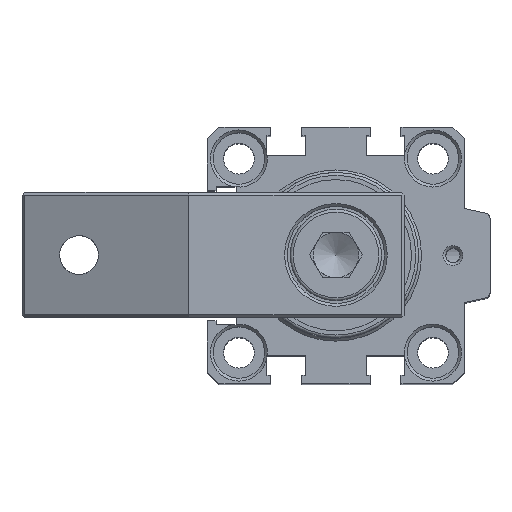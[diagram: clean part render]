
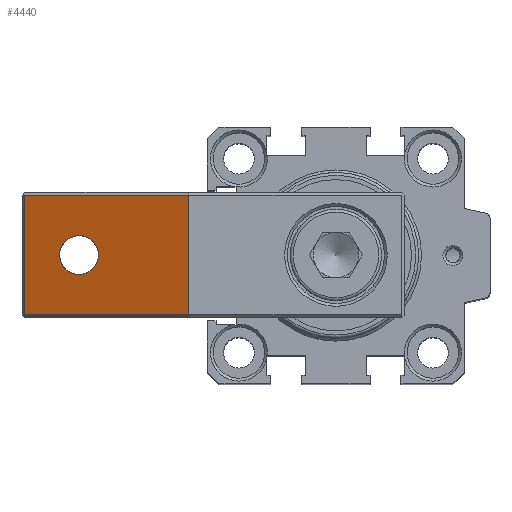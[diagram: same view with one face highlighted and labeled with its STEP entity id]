
A CAD part, top view. The second image highlights one B-rep face of the part: STEP entity #4440.
In plain terms, the highlighted planar face has unit normal (-0.407, 0, 0.913).
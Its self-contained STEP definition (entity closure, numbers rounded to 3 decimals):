
#62=ELLIPSE('',#4950,3.722,3.4);
#63=ELLIPSE('',#4951,3.722,3.4);
#157=FACE_BOUND('',#767,.T.);
#285=PLANE('',#4949);
#509=FACE_OUTER_BOUND('',#766,.T.);
#766=EDGE_LOOP('',(#4022,#4023,#4024,#4025));
#767=EDGE_LOOP('',(#4026,#4027));
#1114=LINE('',#7623,#1507);
#1134=LINE('',#7662,#1527);
#1137=LINE('',#7668,#1530);
#1138=LINE('',#7669,#1531);
#1507=VECTOR('',#6132,1000.);
#1527=VECTOR('',#6160,1000.);
#1530=VECTOR('',#6167,1000.);
#1531=VECTOR('',#6168,1000.);
#2176=VERTEX_POINT('',#7621);
#2177=VERTEX_POINT('',#7622);
#2192=VERTEX_POINT('',#7661);
#2193=VERTEX_POINT('',#7667);
#2194=VERTEX_POINT('',#7670);
#2195=VERTEX_POINT('',#7671);
#2791=EDGE_CURVE('',#2176,#2177,#1114,.T.);
#2811=EDGE_CURVE('',#2192,#2176,#1134,.T.);
#2814=EDGE_CURVE('',#2193,#2192,#1137,.T.);
#2815=EDGE_CURVE('',#2193,#2177,#1138,.T.);
#2816=EDGE_CURVE('',#2194,#2195,#62,.T.);
#2817=EDGE_CURVE('',#2195,#2194,#63,.T.);
#4022=ORIENTED_EDGE('',*,*,#2814,.T.);
#4023=ORIENTED_EDGE('',*,*,#2811,.T.);
#4024=ORIENTED_EDGE('',*,*,#2791,.T.);
#4025=ORIENTED_EDGE('',*,*,#2815,.F.);
#4026=ORIENTED_EDGE('',*,*,#2816,.T.);
#4027=ORIENTED_EDGE('',*,*,#2817,.T.);
#4440=ADVANCED_FACE('',(#509,#157),#285,.F.);
#4949=AXIS2_PLACEMENT_3D('',#7666,#6165,#6166);
#4950=AXIS2_PLACEMENT_3D('',#7672,#6169,#6170);
#4951=AXIS2_PLACEMENT_3D('',#7673,#6171,#6172);
#6132=DIRECTION('',(0.914,0.,0.407));
#6160=DIRECTION('',(0.,-1.,0.));
#6165=DIRECTION('center_axis',(0.407,0.,-0.914));
#6166=DIRECTION('ref_axis',(-0.914,0.,-0.407));
#6167=DIRECTION('',(-0.914,0.,-0.407));
#6168=DIRECTION('',(0.,-1.,0.));
#6169=DIRECTION('center_axis',(0.407,0.,-0.914));
#6170=DIRECTION('ref_axis',(0.914,0.,0.407));
#6171=DIRECTION('center_axis',(0.407,0.,-0.914));
#6172=DIRECTION('ref_axis',(0.914,0.,0.407));
#7621=CARTESIAN_POINT('',(-54.543,-10.5,138.203));
#7622=CARTESIAN_POINT('',(-25.802,-10.5,151.));
#7623=CARTESIAN_POINT('',(-55.,-10.5,138.));
#7661=CARTESIAN_POINT('',(-54.543,10.5,138.203));
#7662=CARTESIAN_POINT('',(-54.543,-10.5,138.203));
#7666=CARTESIAN_POINT('Origin',(-55.,11.,138.));
#7667=CARTESIAN_POINT('',(-25.802,10.5,151.));
#7668=CARTESIAN_POINT('',(-55.,10.5,138.));
#7669=CARTESIAN_POINT('',(-25.802,11.,151.));
#7670=CARTESIAN_POINT('',(-41.6,0.,143.966));
#7671=CARTESIAN_POINT('',(-48.4,0.,140.939));
#7672=CARTESIAN_POINT('Origin',(-45.,0.,142.452));
#7673=CARTESIAN_POINT('Origin',(-45.,0.,142.452));
